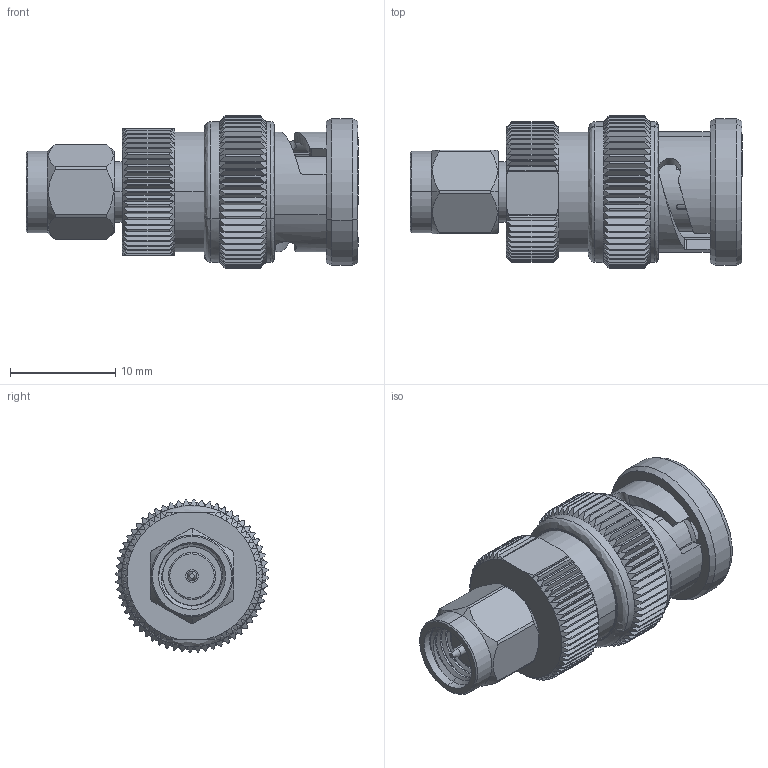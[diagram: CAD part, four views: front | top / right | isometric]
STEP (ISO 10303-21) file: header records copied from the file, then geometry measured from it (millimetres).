
FILE_DESCRIPTION (( 'STEP AP203' ), '1' );
FILE_NAME ('SM4716.step', '2018-09-20T18:47:21', ( '' ), ( '' ), 'SwSTEP 2.0', 'SolidWorks 2017', '' );
FILE_SCHEMA (( 'CONFIG_CONTROL_DESIGN' ));
Length unit declared in the file: inch
Products named in the file (1): SM4716
Bounding box: 31.5 x 14.48 x 14.48 mm (x, y, z)
Volume: 2862.6 mm3; surface area: 3436 mm2
Topology: 4 solids, 4 shells, 680 faces, 1681 edges, 1026 vertices
Faces by surface type: plane 292, cylinder 203, cone 166, bspline 19
Entity records: 24107 total; most frequent: CARTESIAN_POINT 8845, ORIENTED_EDGE 3362, DIRECTION 2948, EDGE_CURVE 1681, AXIS2_PLACEMENT_3D 1201, VERTEX_POINT 1026, EDGE_LOOP 703, ADVANCED_FACE 680
